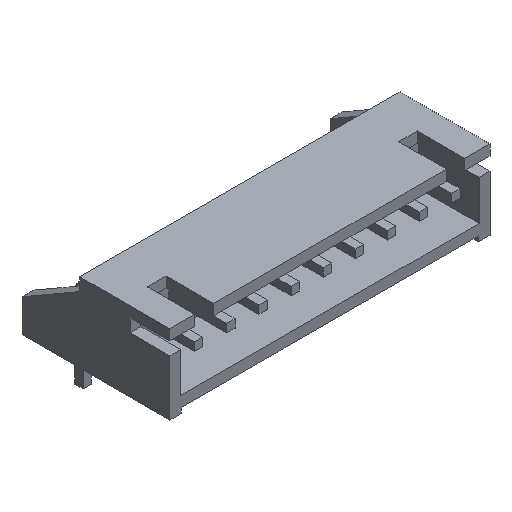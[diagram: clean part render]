
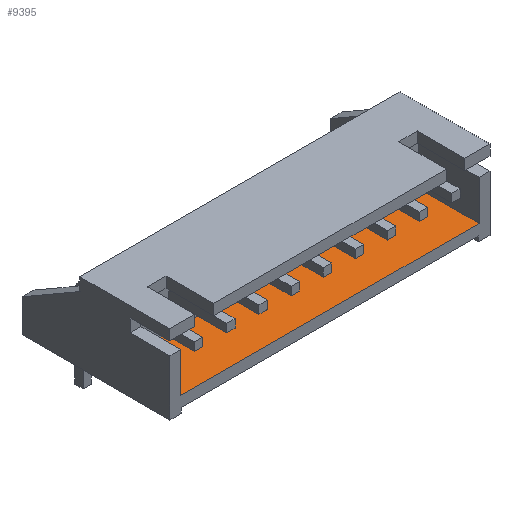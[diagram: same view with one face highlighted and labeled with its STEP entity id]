
A CAD part, isometric view. The second image highlights one B-rep face of the part: STEP entity #9395.
In plain terms, the highlighted planar face has unit normal (0, 0, 1).
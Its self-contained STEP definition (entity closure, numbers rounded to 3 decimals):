
#654 = PLANE('',#655);
#655 = AXIS2_PLACEMENT_3D('',#656,#657,#658);
#656 = CARTESIAN_POINT('',(-1.6,-4.5,5.325));
#657 = DIRECTION('',(-1.,0.,0.));
#658 = DIRECTION('',(0.,0.,-1.));
#682 = PLANE('',#683);
#683 = AXIS2_PLACEMENT_3D('',#684,#685,#686);
#684 = CARTESIAN_POINT('',(21.6,-4.5,1.225));
#685 = DIRECTION('',(0.,1.,0.));
#686 = DIRECTION('',(0.,0.,-1.));
#710 = PLANE('',#711);
#711 = AXIS2_PLACEMENT_3D('',#712,#713,#714);
#712 = CARTESIAN_POINT('',(21.6,-4.5,5.325));
#713 = DIRECTION('',(1.,0.,0.));
#714 = DIRECTION('',(0.,0.,1.));
#959 = PLANE('',#960);
#960 = AXIS2_PLACEMENT_3D('',#961,#962,#963);
#961 = CARTESIAN_POINT('',(-2.45,-9.2,4.325));
#962 = DIRECTION('',(0.,1.,0.));
#963 = DIRECTION('',(0.,0.,-1.));
#2566 = VERTEX_POINT('',#2567);
#2567 = CARTESIAN_POINT('',(21.6,-4.5,1.225));
#2588 = EDGE_CURVE('',#2589,#2566,#2591,.T.);
#2589 = VERTEX_POINT('',#2590);
#2590 = CARTESIAN_POINT('',(21.6,-9.2,1.225));
#2591 = SURFACE_CURVE('',#2592,(#2596,#2603),.PCURVE_S1.);
#2592 = LINE('',#2593,#2594);
#2593 = CARTESIAN_POINT('',(21.6,-4.5,1.225));
#2594 = VECTOR('',#2595,1.);
#2595 = DIRECTION('',(0.,1.,0.));
#2596 = PCURVE('',#710,#2597);
#2597 = DEFINITIONAL_REPRESENTATION('',(#2598),#2602);
#2598 = LINE('',#2599,#2600);
#2599 = CARTESIAN_POINT('',(-4.1,0.));
#2600 = VECTOR('',#2601,1.);
#2601 = DIRECTION('',(0.,-1.));
#2602 = ( GEOMETRIC_REPRESENTATION_CONTEXT(2) 
PARAMETRIC_REPRESENTATION_CONTEXT() REPRESENTATION_CONTEXT('2D SPACE',''
  ) );
#2603 = PCURVE('',#2604,#2609);
#2604 = PLANE('',#2605);
#2605 = AXIS2_PLACEMENT_3D('',#2606,#2607,#2608);
#2606 = CARTESIAN_POINT('',(21.6,-4.5,1.225));
#2607 = DIRECTION('',(0.,0.,-1.));
#2608 = DIRECTION('',(1.,0.,0.));
#2609 = DEFINITIONAL_REPRESENTATION('',(#2610),#2614);
#2610 = LINE('',#2611,#2612);
#2611 = CARTESIAN_POINT('',(0.,0.));
#2612 = VECTOR('',#2613,1.);
#2613 = DIRECTION('',(0.,-1.));
#2614 = ( GEOMETRIC_REPRESENTATION_CONTEXT(2) 
PARAMETRIC_REPRESENTATION_CONTEXT() REPRESENTATION_CONTEXT('2D SPACE',''
  ) );
#3334 = VERTEX_POINT('',#3335);
#3335 = CARTESIAN_POINT('',(-1.6,-4.5,1.225));
#3356 = EDGE_CURVE('',#2566,#3334,#3357,.T.);
#3357 = SURFACE_CURVE('',#3358,(#3362,#3369),.PCURVE_S1.);
#3358 = LINE('',#3359,#3360);
#3359 = CARTESIAN_POINT('',(21.6,-4.5,1.225));
#3360 = VECTOR('',#3361,1.);
#3361 = DIRECTION('',(-1.,0.,0.));
#3362 = PCURVE('',#682,#3363);
#3363 = DEFINITIONAL_REPRESENTATION('',(#3364),#3368);
#3364 = LINE('',#3365,#3366);
#3365 = CARTESIAN_POINT('',(0.,0.));
#3366 = VECTOR('',#3367,1.);
#3367 = DIRECTION('',(0.,1.));
#3368 = ( GEOMETRIC_REPRESENTATION_CONTEXT(2) 
PARAMETRIC_REPRESENTATION_CONTEXT() REPRESENTATION_CONTEXT('2D SPACE',''
  ) );
#3369 = PCURVE('',#2604,#3370);
#3370 = DEFINITIONAL_REPRESENTATION('',(#3371),#3375);
#3371 = LINE('',#3372,#3373);
#3372 = CARTESIAN_POINT('',(0.,0.));
#3373 = VECTOR('',#3374,1.);
#3374 = DIRECTION('',(-1.,0.));
#3375 = ( GEOMETRIC_REPRESENTATION_CONTEXT(2) 
PARAMETRIC_REPRESENTATION_CONTEXT() REPRESENTATION_CONTEXT('2D SPACE',''
  ) );
#3837 = EDGE_CURVE('',#3838,#3334,#3840,.T.);
#3838 = VERTEX_POINT('',#3839);
#3839 = CARTESIAN_POINT('',(-1.6,-9.2,1.225));
#3840 = SURFACE_CURVE('',#3841,(#3845,#3852),.PCURVE_S1.);
#3841 = LINE('',#3842,#3843);
#3842 = CARTESIAN_POINT('',(-1.6,-4.5,1.225));
#3843 = VECTOR('',#3844,1.);
#3844 = DIRECTION('',(0.,1.,0.));
#3845 = PCURVE('',#654,#3846);
#3846 = DEFINITIONAL_REPRESENTATION('',(#3847),#3851);
#3847 = LINE('',#3848,#3849);
#3848 = CARTESIAN_POINT('',(4.1,0.));
#3849 = VECTOR('',#3850,1.);
#3850 = DIRECTION('',(0.,-1.));
#3851 = ( GEOMETRIC_REPRESENTATION_CONTEXT(2) 
PARAMETRIC_REPRESENTATION_CONTEXT() REPRESENTATION_CONTEXT('2D SPACE',''
  ) );
#3852 = PCURVE('',#2604,#3853);
#3853 = DEFINITIONAL_REPRESENTATION('',(#3854),#3858);
#3854 = LINE('',#3855,#3856);
#3855 = CARTESIAN_POINT('',(-23.2,0.));
#3856 = VECTOR('',#3857,1.);
#3857 = DIRECTION('',(0.,-1.));
#3858 = ( GEOMETRIC_REPRESENTATION_CONTEXT(2) 
PARAMETRIC_REPRESENTATION_CONTEXT() REPRESENTATION_CONTEXT('2D SPACE',''
  ) );
#4031 = EDGE_CURVE('',#3838,#2589,#4032,.T.);
#4032 = SURFACE_CURVE('',#4033,(#4037,#4044),.PCURVE_S1.);
#4033 = LINE('',#4034,#4035);
#4034 = CARTESIAN_POINT('',(-2.45,-9.2,1.225));
#4035 = VECTOR('',#4036,1.);
#4036 = DIRECTION('',(1.,0.,0.));
#4037 = PCURVE('',#959,#4038);
#4038 = DEFINITIONAL_REPRESENTATION('',(#4039),#4043);
#4039 = LINE('',#4040,#4041);
#4040 = CARTESIAN_POINT('',(3.1,0.));
#4041 = VECTOR('',#4042,1.);
#4042 = DIRECTION('',(0.,-1.));
#4043 = ( GEOMETRIC_REPRESENTATION_CONTEXT(2) 
PARAMETRIC_REPRESENTATION_CONTEXT() REPRESENTATION_CONTEXT('2D SPACE',''
  ) );
#4044 = PCURVE('',#2604,#4045);
#4045 = DEFINITIONAL_REPRESENTATION('',(#4046),#4050);
#4046 = LINE('',#4047,#4048);
#4047 = CARTESIAN_POINT('',(-24.05,4.7));
#4048 = VECTOR('',#4049,1.);
#4049 = DIRECTION('',(1.,0.));
#4050 = ( GEOMETRIC_REPRESENTATION_CONTEXT(2) 
PARAMETRIC_REPRESENTATION_CONTEXT() REPRESENTATION_CONTEXT('2D SPACE',''
  ) );
#9395 = ADVANCED_FACE('',(#9396),#2604,.F.);
#9396 = FACE_BOUND('',#9397,.T.);
#9397 = EDGE_LOOP('',(#9398,#9399,#9400,#9401));
#9398 = ORIENTED_EDGE('',*,*,#2588,.T.);
#9399 = ORIENTED_EDGE('',*,*,#3356,.T.);
#9400 = ORIENTED_EDGE('',*,*,#3837,.F.);
#9401 = ORIENTED_EDGE('',*,*,#4031,.T.);
